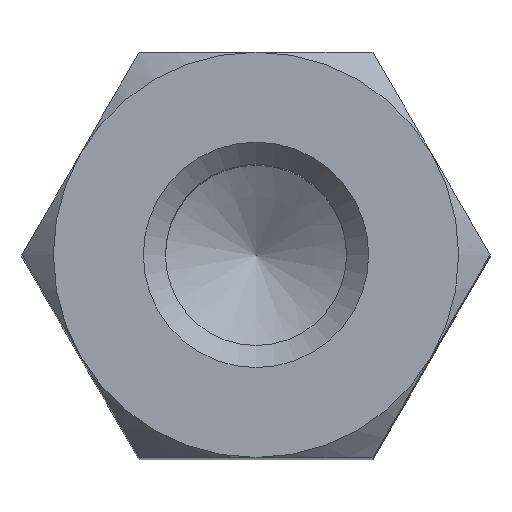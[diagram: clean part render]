
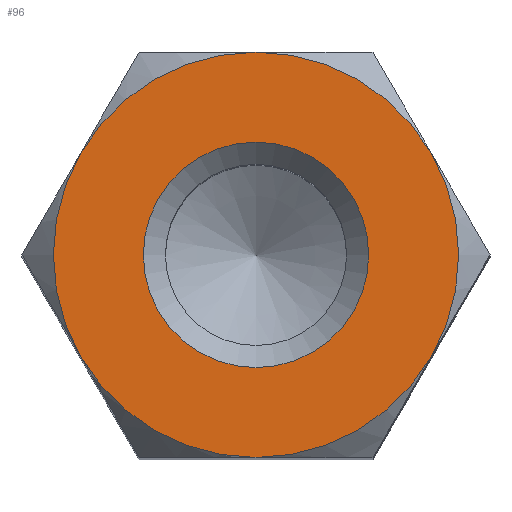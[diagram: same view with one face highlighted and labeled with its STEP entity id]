
A CAD part, top view. The second image highlights one B-rep face of the part: STEP entity #96.
In plain terms, the highlighted planar face has unit normal (0, 0, 1).
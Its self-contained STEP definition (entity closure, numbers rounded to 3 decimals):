
#96 = ADVANCED_FACE( '', ( #198, #199 ), #200, .F. );
#198 = FACE_BOUND( '', #299, .T. );
#199 = FACE_OUTER_BOUND( '', #300, .T. );
#200 = PLANE( '', #301 );
#299 = EDGE_LOOP( '', ( #488 ) );
#300 = EDGE_LOOP( '', ( #489, #490, #491, #492, #493, #494 ) );
#301 = AXIS2_PLACEMENT_3D( '', #495, #496, #497 );
#488 = ORIENTED_EDGE( '', *, *, #590, .T. );
#489 = ORIENTED_EDGE( '', *, *, #570, .T. );
#490 = ORIENTED_EDGE( '', *, *, #577, .T. );
#491 = ORIENTED_EDGE( '', *, *, #599, .T. );
#492 = ORIENTED_EDGE( '', *, *, #549, .T. );
#493 = ORIENTED_EDGE( '', *, *, #552, .T. );
#494 = ORIENTED_EDGE( '', *, *, #605, .T. );
#495 = CARTESIAN_POINT( '', ( 0., 0., 9. ) );
#496 = DIRECTION( '', ( 0., 0., -1. ) );
#497 = DIRECTION( '', ( -1., 0., 0. ) );
#549 = EDGE_CURVE( '', #640, #637, #641, .F. );
#552 = EDGE_CURVE( '', #637, #644, #645, .F. );
#570 = EDGE_CURVE( '', #671, #661, #672, .F. );
#577 = EDGE_CURVE( '', #661, #680, #682, .F. );
#590 = EDGE_CURVE( '', #699, #699, #700, .T. );
#599 = EDGE_CURVE( '', #680, #640, #711, .F. );
#605 = EDGE_CURVE( '', #644, #671, #716, .T. );
#637 = VERTEX_POINT( '', #761 );
#640 = VERTEX_POINT( '', #769 );
#641 = CIRCLE( '', #770, 2.75 );
#644 = VERTEX_POINT( '', #780 );
#645 = CIRCLE( '', #781, 2.75 );
#661 = VERTEX_POINT( '', #831 );
#671 = VERTEX_POINT( '', #866 );
#672 = CIRCLE( '', #867, 2.75 );
#680 = VERTEX_POINT( '', #882 );
#682 = CIRCLE( '', #891, 2.75 );
#699 = VERTEX_POINT( '', #943 );
#700 = CIRCLE( '', #944, 1.53 );
#711 = CIRCLE( '', #962, 2.75 );
#716 = CIRCLE( '', #972, 2.75 );
#761 = CARTESIAN_POINT( '', ( 2.382, 1.375, 9. ) );
#769 = CARTESIAN_POINT( '', ( 2.382, -1.375, 9. ) );
#770 = AXIS2_PLACEMENT_3D( '', #1016, #1017, #1018 );
#780 = CARTESIAN_POINT( '', ( 0., 2.75, 9. ) );
#781 = AXIS2_PLACEMENT_3D( '', #1019, #1020, #1021 );
#831 = CARTESIAN_POINT( '', ( -2.382, -1.375, 9. ) );
#866 = CARTESIAN_POINT( '', ( -2.382, 1.375, 9. ) );
#867 = AXIS2_PLACEMENT_3D( '', #1026, #1027, #1028 );
#882 = CARTESIAN_POINT( '', ( 0., -2.75, 9. ) );
#891 = AXIS2_PLACEMENT_3D( '', #1035, #1036, #1037 );
#943 = CARTESIAN_POINT( '', ( 0., 1.53, 9. ) );
#944 = AXIS2_PLACEMENT_3D( '', #1043, #1044, #1045 );
#962 = AXIS2_PLACEMENT_3D( '', #1052, #1053, #1054 );
#972 = AXIS2_PLACEMENT_3D( '', #1055, #1056, #1057 );
#1016 = CARTESIAN_POINT( '', ( 0., 0., 9. ) );
#1017 = DIRECTION( '', ( 0., 0., -1. ) );
#1018 = DIRECTION( '', ( -1., 0., 0. ) );
#1019 = CARTESIAN_POINT( '', ( 0., 0., 9. ) );
#1020 = DIRECTION( '', ( 0., 0., -1. ) );
#1021 = DIRECTION( '', ( -1., 0., 0. ) );
#1026 = CARTESIAN_POINT( '', ( 0., 0., 9. ) );
#1027 = DIRECTION( '', ( 0., 0., -1. ) );
#1028 = DIRECTION( '', ( -1., 0., 0. ) );
#1035 = CARTESIAN_POINT( '', ( 0., 0., 9. ) );
#1036 = DIRECTION( '', ( 0., 0., -1. ) );
#1037 = DIRECTION( '', ( -1., 0., 0. ) );
#1043 = CARTESIAN_POINT( '', ( 0., 0., 9. ) );
#1044 = DIRECTION( '', ( 0., 0., -1. ) );
#1045 = DIRECTION( '', ( 0., 1., 0. ) );
#1052 = CARTESIAN_POINT( '', ( 0., 0., 9. ) );
#1053 = DIRECTION( '', ( 0., 0., -1. ) );
#1054 = DIRECTION( '', ( -1., 0., 0. ) );
#1055 = CARTESIAN_POINT( '', ( 0., 0., 9. ) );
#1056 = DIRECTION( '', ( 0., 0., 1. ) );
#1057 = DIRECTION( '', ( 1., 0., 0. ) );
